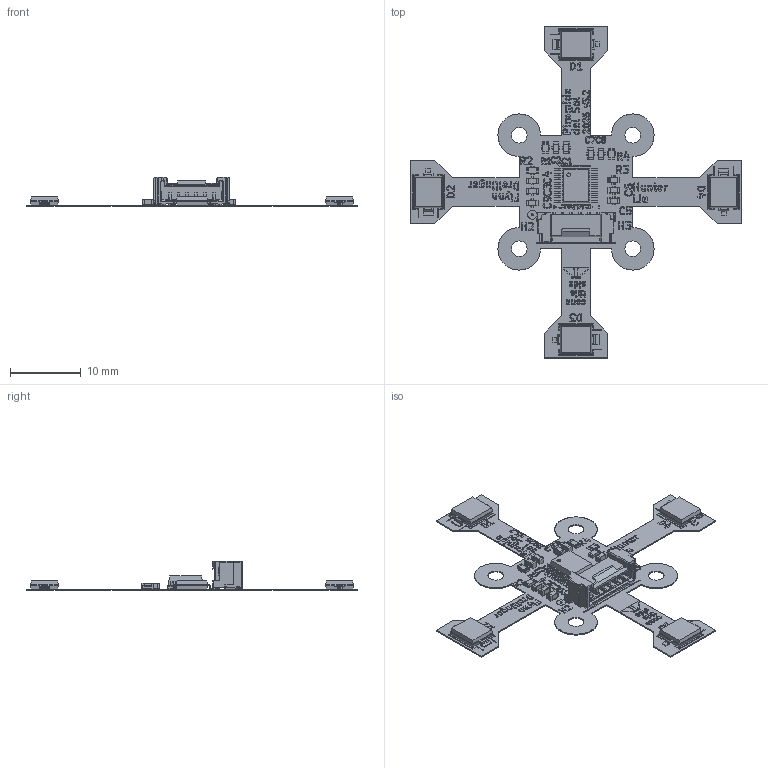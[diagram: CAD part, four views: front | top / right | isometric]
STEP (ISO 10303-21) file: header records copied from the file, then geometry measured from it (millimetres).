
FILE_DESCRIPTION(('KiCad electronic assembly'),'2;1');
FILE_NAME('Piramide_Del_Sol_v3.2_2025-04-07.step','2025-04-07T22:57:10', ('Pcbnew'),('Kicad'),'Open CASCADE STEP processor 7.8', 'KiCad to STEP converter','Unknown');
FILE_SCHEMA(('AUTOMOTIVE_DESIGN { 1 0 10303 214 1 1 1 1 }'));
Length unit declared in the file: millimetre
Products named in the file (9): Piramide_Del_Sol_v3.2_2025-04-07 1; SFH_2430; C_0603_1608Metric; R_0603_1608Metric; 505567-0631; SSOP-16_3.9x4.9mm_P0.635mm; Piramide_Del_Sol_silkscreen; Piramide_Del_Sol_soldermask; Piramide_Del_Sol_PCB
Assembly tree (22 placements, depth 2):
  Piramide_Del_Sol_v3.2_2025-04-07 1
    SFH_2430  x4
    C_0603_1608Metric  x9
    R_0603_1608Metric  x4
    505567-0631
    SSOP-16_3.9x4.9mm_P0.635mm
    Piramide_Del_Sol_silkscreen
    Piramide_Del_Sol_soldermask
    Piramide_Del_Sol_PCB
Bounding box: 46.8 x 46.8 x 4.13 mm (x, y, z)
Volume: 271.1 mm3; surface area: 3444.4 mm2
Topology: 20 solids, 177 shells, 1430 faces, 5863 edges, 4635 vertices
Faces by surface type: plane 1082, cylinder 292, bspline 52, cone 4
Full cylindrical faces by diameter (mm): 0.5 x1, 2.2 x4
Entity records: 49559 total; most frequent: CARTESIAN_POINT 9679, DIRECTION 7282, ORIENTED_EDGE 6647, EDGE_CURVE 4537, VERTEX_POINT 3783, LINE 3562, VECTOR 3562, AXIS2_PLACEMENT_3D 1860
